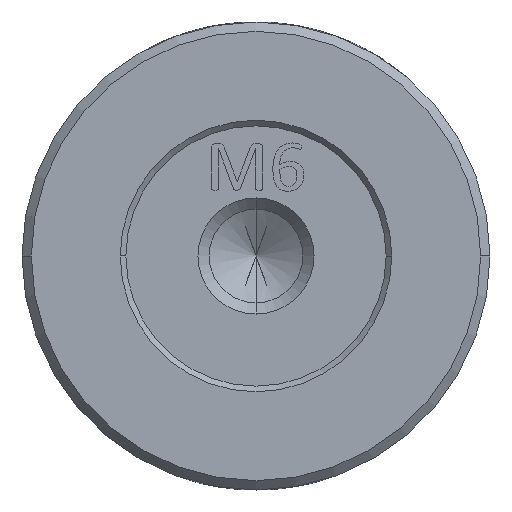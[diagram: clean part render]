
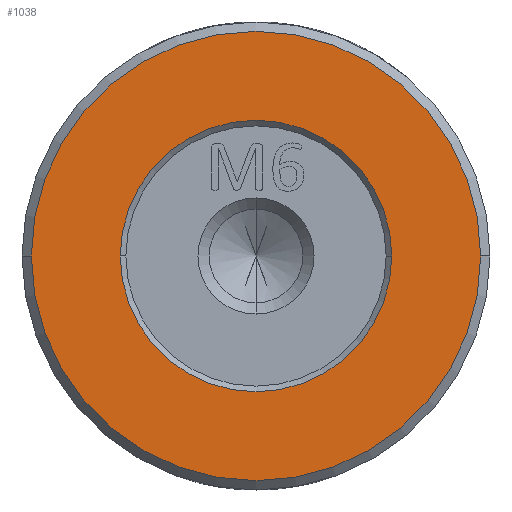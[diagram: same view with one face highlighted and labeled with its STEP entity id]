
A CAD part, left-side view. The second image highlights one B-rep face of the part: STEP entity #1038.
In plain terms, the highlighted planar face has unit normal (-1, 0, 0).
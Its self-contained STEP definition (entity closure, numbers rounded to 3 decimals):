
#368 = EDGE_CURVE ( 'NONE', #9801, #1558, #6653, .T. ) ;
#473 = DIRECTION ( 'NONE',  ( 0., -1., 0. ) ) ;
#602 = ORIENTED_EDGE ( 'NONE', *, *, #12585, .T. ) ;
#688 = CARTESIAN_POINT ( 'NONE',  ( -173.42, 27.966, 5.873 ) ) ;
#1038 = ADVANCED_FACE ( 'NONE', ( #2522, #11047 ), #6863, .T. ) ;
#1139 = EDGE_CURVE ( 'NONE', #2925, #12542, #8714, .T. ) ;
#1149 = EDGE_CURVE ( 'NONE', #12542, #2925, #6228, .T. ) ;
#1458 = DIRECTION ( 'NONE',  ( 1., 0., 0. ) ) ;
#1558 = VERTEX_POINT ( 'NONE', #13562 ) ;
#2522 = FACE_BOUND ( 'NONE', #9524, .T. ) ;
#2580 = AXIS2_PLACEMENT_3D ( 'NONE', #5723, #1458, #5792 ) ;
#2925 = VERTEX_POINT ( 'NONE', #688 ) ;
#3687 = AXIS2_PLACEMENT_3D ( 'NONE', #3794, #9397, #10530 ) ;
#3722 = AXIS2_PLACEMENT_3D ( 'NONE', #6931, #5861, #10117 ) ;
#3791 = DIRECTION ( 'NONE',  ( 0., -1., 0. ) ) ;
#3794 = CARTESIAN_POINT ( 'NONE',  ( -173.42, 20.716, 5.873 ) ) ;
#5723 = CARTESIAN_POINT ( 'NONE',  ( -173.42, 20.716, 5.873 ) ) ;
#5792 = DIRECTION ( 'NONE',  ( 0., -1., 0. ) ) ;
#5861 = DIRECTION ( 'NONE',  ( -1., 0., 0. ) ) ;
#6228 = CIRCLE ( 'NONE', #6457, 7.25 ) ;
#6457 = AXIS2_PLACEMENT_3D ( 'NONE', #13370, #10187, #473 ) ;
#6653 = CIRCLE ( 'NONE', #3687, 12. ) ;
#6654 = ORIENTED_EDGE ( 'NONE', *, *, #1139, .T. ) ;
#6863 = PLANE ( 'NONE',  #3722 ) ;
#6931 = CARTESIAN_POINT ( 'NONE',  ( -173.42, 20.716, 5.873 ) ) ;
#7092 = ORIENTED_EDGE ( 'NONE', *, *, #1149, .T. ) ;
#8219 = EDGE_LOOP ( 'NONE', ( #11985, #602 ) ) ;
#8714 = CIRCLE ( 'NONE', #2580, 7.25 ) ;
#8736 = CARTESIAN_POINT ( 'NONE',  ( -173.42, 32.716, 5.873 ) ) ;
#9397 = DIRECTION ( 'NONE',  ( -1., 0., 0. ) ) ;
#9524 = EDGE_LOOP ( 'NONE', ( #7092, #6654 ) ) ;
#9801 = VERTEX_POINT ( 'NONE', #8736 ) ;
#10117 = DIRECTION ( 'NONE',  ( 0., 1., 0. ) ) ;
#10187 = DIRECTION ( 'NONE',  ( 1., 0., 0. ) ) ;
#10530 = DIRECTION ( 'NONE',  ( 0., -1., 0. ) ) ;
#11047 = FACE_OUTER_BOUND ( 'NONE', #8219, .T. ) ;
#11176 = CARTESIAN_POINT ( 'NONE',  ( -173.42, 20.716, 5.873 ) ) ;
#11558 = AXIS2_PLACEMENT_3D ( 'NONE', #11176, #13499, #3791 ) ;
#11790 = CIRCLE ( 'NONE', #11558, 12. ) ;
#11985 = ORIENTED_EDGE ( 'NONE', *, *, #368, .T. ) ;
#12542 = VERTEX_POINT ( 'NONE', #13362 ) ;
#12585 = EDGE_CURVE ( 'NONE', #1558, #9801, #11790, .T. ) ;
#13362 = CARTESIAN_POINT ( 'NONE',  ( -173.42, 13.466, 5.873 ) ) ;
#13370 = CARTESIAN_POINT ( 'NONE',  ( -173.42, 20.716, 5.873 ) ) ;
#13499 = DIRECTION ( 'NONE',  ( -1., 0., 0. ) ) ;
#13562 = CARTESIAN_POINT ( 'NONE',  ( -173.42, 8.716, 5.873 ) ) ;
